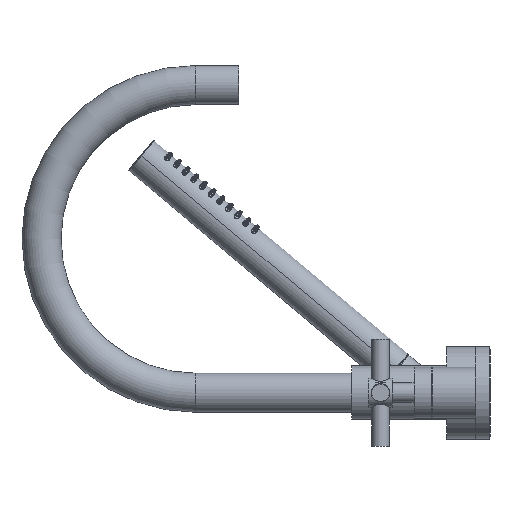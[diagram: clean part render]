
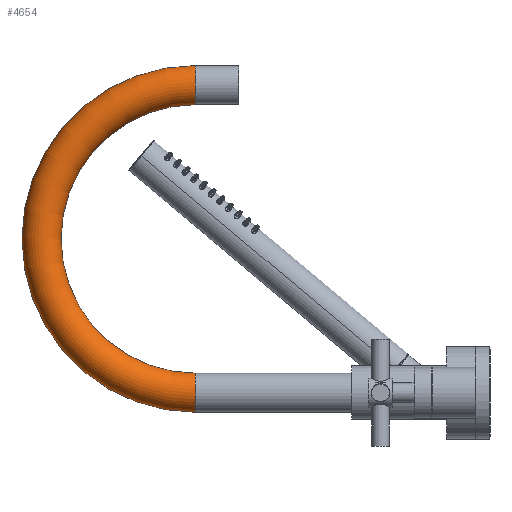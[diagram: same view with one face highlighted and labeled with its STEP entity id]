
A CAD part, left-side view. The second image highlights one B-rep face of the part: STEP entity #4654.
In plain terms, the highlighted toroidal (fillet/blend) face has major radius 100.013 mm and minor radius 12.7 mm.
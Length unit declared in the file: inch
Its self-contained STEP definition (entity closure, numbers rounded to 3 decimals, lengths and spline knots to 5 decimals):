
#4320=CARTESIAN_POINT('',(0.,7.54,7.875));
#4321=DIRECTION('',(0.,-1.,0.));
#4322=DIRECTION('',(0.,0.,1.));
#4323=AXIS2_PLACEMENT_3D('',#4320,#4321,#4322);
#4340=CARTESIAN_POINT('',(0.,7.54,3.9375));
#4341=DIRECTION('',(1.,0.,0.));
#4342=DIRECTION('',(0.,0.,-1.));
#4343=AXIS2_PLACEMENT_3D('',#4340,#4341,#4342);
#4419=CARTESIAN_POINT('',(0.,7.54,0.));
#4420=DIRECTION('',(0.,1.,0.));
#4421=DIRECTION('',(0.,0.,-1.));
#4422=AXIS2_PLACEMENT_3D('',#4419,#4420,#4421);
#4424=CARTESIAN_POINT('',(0.,7.54,3.9375));
#4425=DIRECTION('',(1.,0.,0.));
#4426=DIRECTION('',(0.,0.,-1.));
#4427=AXIS2_PLACEMENT_3D('',#4424,#4425,#4426);
#4445=CARTESIAN_POINT('',(0.,7.54,0.5));
#4446=CARTESIAN_POINT('',(0.,7.54,-0.5));
#4447=VERTEX_POINT('',#4445);
#4448=VERTEX_POINT('',#4446);
#4449=CARTESIAN_POINT('',(0.,7.54,7.375));
#4450=CARTESIAN_POINT('',(0.,7.54,8.375));
#4451=VERTEX_POINT('',#4449);
#4452=VERTEX_POINT('',#4450);
#4643=CARTESIAN_POINT('',(0.,7.54,3.9375));
#4644=DIRECTION('',(1.,0.,0.));
#4645=DIRECTION('',(0.,0.,1.));
#4646=AXIS2_PLACEMENT_3D('',#4643,#4644,#4645);
#4647=TOROIDAL_SURFACE('',#4646,3.9375,0.5);
#4648=ORIENTED_EDGE('',*,*,#4637,.F.);
#4649=ORIENTED_EDGE('',*,*,#4511,.T.);
#4650=ORIENTED_EDGE('',*,*,#4483,.T.);
#4651=ORIENTED_EDGE('',*,*,#4508,.F.);
#4652=EDGE_LOOP('',(#4648,#4649,#4650,#4651));
#4653=FACE_OUTER_BOUND('',#4652,.F.);
#4654=ADVANCED_FACE('',(#4653),#4647,.T.);
#4324=CIRCLE('',#4323,0.5);
#4344=CIRCLE('',#4343,3.4375);
#4423=CIRCLE('',#4422,0.5);
#4428=CIRCLE('',#4427,4.4375);
#4483=EDGE_CURVE('',#4452,#4451,#4324,.T.);
#4508=EDGE_CURVE('',#4447,#4451,#4344,.T.);
#4511=EDGE_CURVE('',#4448,#4452,#4428,.T.);
#4637=EDGE_CURVE('',#4448,#4447,#4423,.T.);
